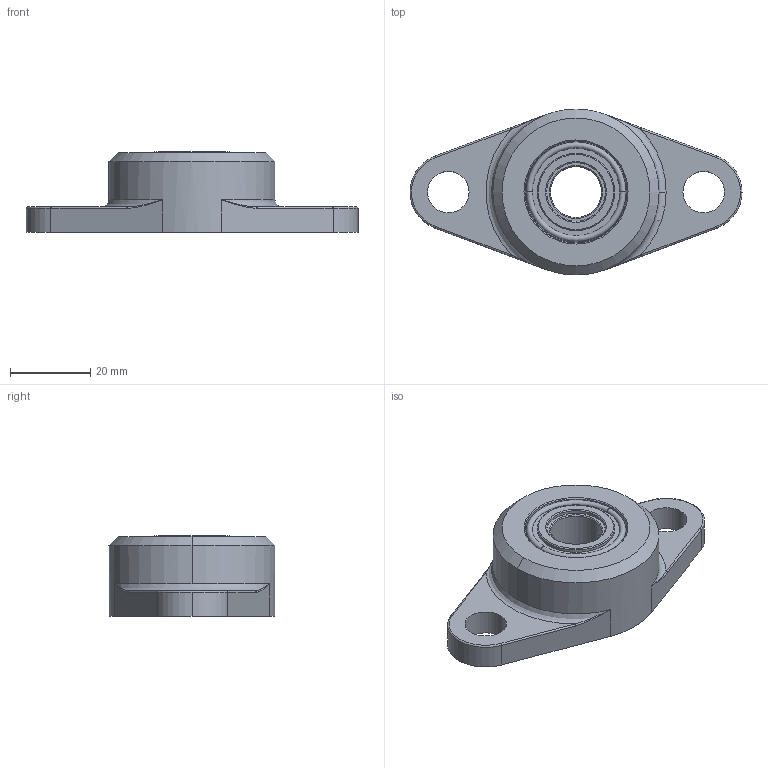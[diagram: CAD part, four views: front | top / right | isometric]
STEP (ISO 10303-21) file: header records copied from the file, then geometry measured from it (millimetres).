
FILE_DESCRIPTION (( 'STEP AP203' ), '1' );
FILE_NAME ('2820T36.step', '2017-11-22T14:58:15', ( '' ), ( '' ), 'SwSTEP 2.0', 'SolidWorks 2014', '' );
FILE_SCHEMA (( 'CONFIG_CONTROL_DESIGN' ));
Length unit declared in the file: inch
Products named in the file (1): 2820T36
Bounding box: 82.55 x 41.27 x 20.1 mm (x, y, z)
Volume: 28163.6 mm3; surface area: 11491.9 mm2
Topology: 2 solids, 2 shells, 78 faces, 174 edges, 101 vertices
Faces by surface type: cylinder 29, cone 20, plane 15, torus 10, bspline 4
Entity records: 2362 total; most frequent: CARTESIAN_POINT 514, DIRECTION 411, ORIENTED_EDGE 340, AXIS2_PLACEMENT_3D 174, EDGE_CURVE 170, VERTEX_POINT 101, CIRCLE 99, EDGE_LOOP 91
